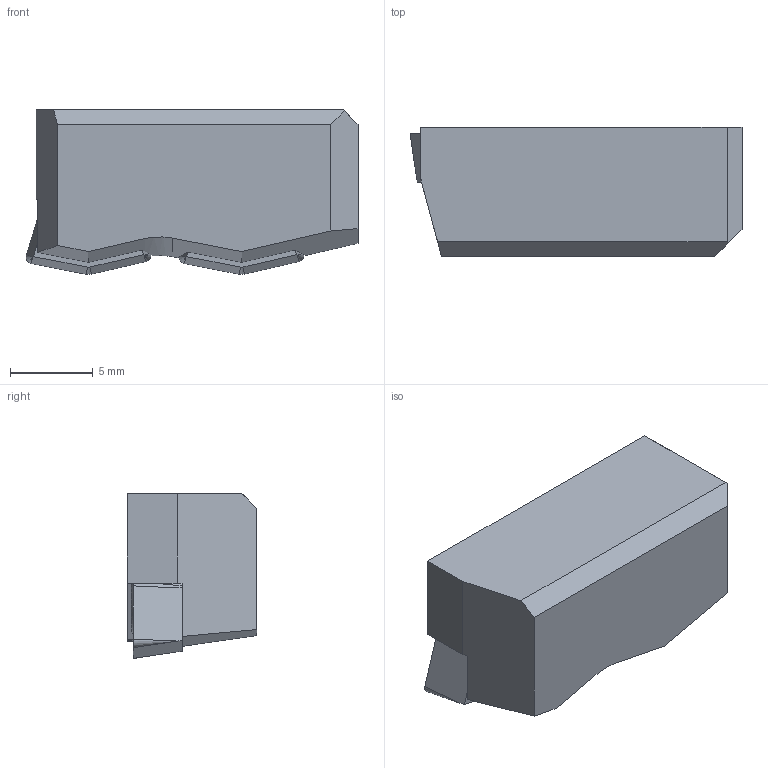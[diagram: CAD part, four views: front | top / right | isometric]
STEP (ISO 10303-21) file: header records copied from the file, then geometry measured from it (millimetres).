
FILE_DESCRIPTION(/* description */ (''),/* implementation_level */ '2;1');
FILE_NAME(/* name */ '3.77000R051V_GTM.stp',/* time_stamp */ '2017-07-12T18:31:49+05:00',/* author */ (''),/* organization */ (''),/* preprocessor_version */ 'ST-DEVELOPER v15',/* originating_system */ 'SIEMENS PLM Software NX 9.0',/* authorisation */ '');
FILE_SCHEMA (('AUTOMOTIVE_DESIGN { 1 0 10303 214 3 1 1 1 }'));
Length unit declared in the file: millimetre
Products named in the file (1): 3.77000R051V_GTM
Bounding box: 20.02 x 7.8 x 9.94 mm (x, y, z)
Volume: 1253.1 mm3; surface area: 1155.1 mm2
Topology: 5 solids, 5 shells, 174 faces, 500 edges, 356 vertices
Faces by surface type: cylinder 81, plane 69, cone 22, torus 2
Full cylindrical faces by diameter (mm): 2.2 x2, 2.5 x2, 2.65 x2, 3.35 x2
Entity records: 5747 total; most frequent: DIRECTION 1033, CARTESIAN_POINT 961, ORIENTED_EDGE 900, EDGE_CURVE 450, AXIS2_PLACEMENT_3D 380, VERTEX_POINT 308, LINE 273, VECTOR 273
